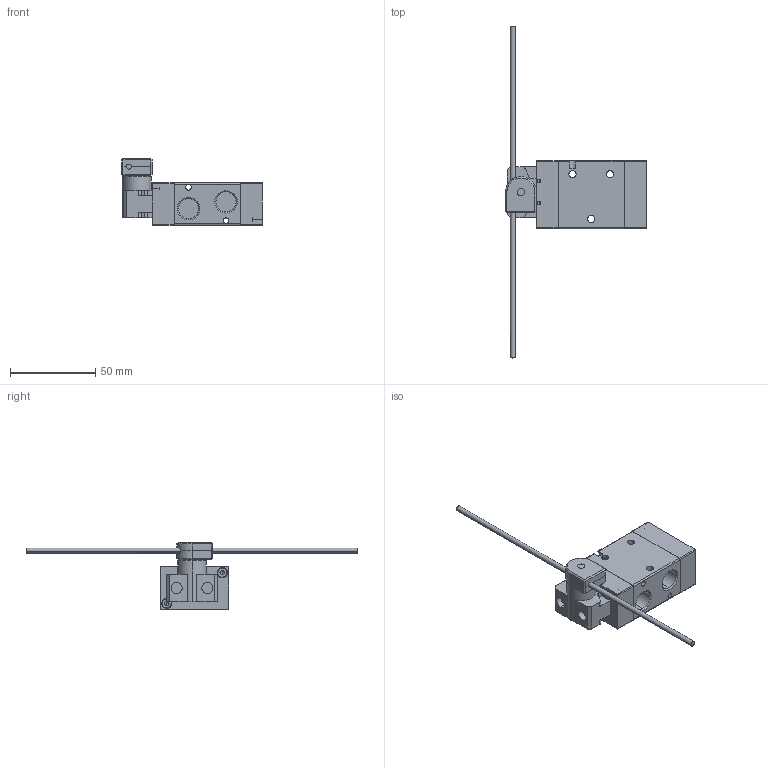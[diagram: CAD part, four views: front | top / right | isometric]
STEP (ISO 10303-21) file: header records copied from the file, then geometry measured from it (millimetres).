
FILE_DESCRIPTION (( 'STEP AP214' ), '1' );
FILE_NAME ('98_4_g71.STEP', '2015-12-21T15:52:51', ( '' ), ( '' ), 'SwSTEP 2.0', 'SolidWorks 2016', '' );
FILE_SCHEMA (( 'AUTOMOTIVE_DESIGN' ));
Length unit declared in the file: millimetre
Products named in the file (1): 98_4_g71
Bounding box: 82.7 x 195 x 39.35 mm (x, y, z)
Volume: 73118.4 mm3; surface area: 24471 mm2
Topology: 8 solids, 8 shells, 362 faces, 866 edges, 545 vertices
Faces by surface type: plane 179, cylinder 99, cone 36, bspline 30, torus 18
Entity records: 13192 total; most frequent: CARTESIAN_POINT 4214, DIRECTION 1733, ORIENTED_EDGE 1716, EDGE_CURVE 858, AXIS2_PLACEMENT_3D 619, VERTEX_POINT 545, VECTOR 495, LINE 495
